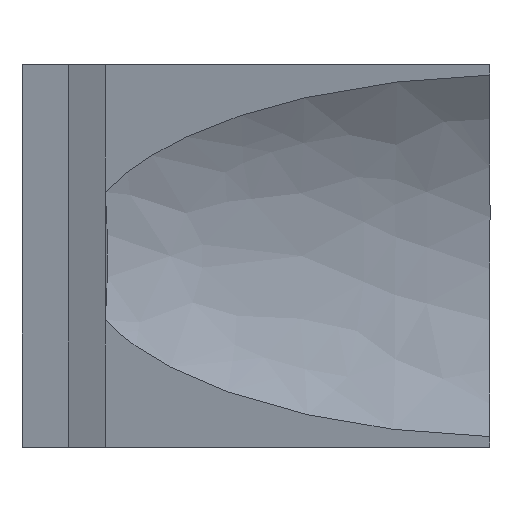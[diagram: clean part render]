
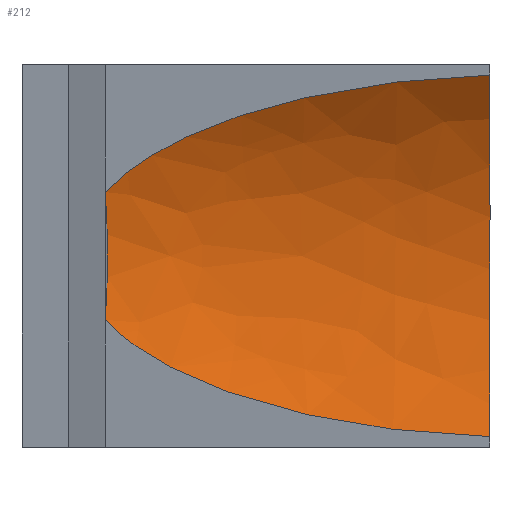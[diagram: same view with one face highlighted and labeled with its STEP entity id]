
A CAD part, top view. The second image highlights one B-rep face of the part: STEP entity #212.
In plain terms, the highlighted free-form (B-spline) face has degree [3, 3] with [5, 4] control points.
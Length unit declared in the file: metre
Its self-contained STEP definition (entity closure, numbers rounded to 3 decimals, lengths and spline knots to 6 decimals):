
#12=CIRCLE('',#237,0.054502);
#13=(
BOUNDED_SURFACE()
B_SPLINE_SURFACE(3,3,((#374,#375,#376,#377),(#378,#379,#380,#381),(#382,
#383,#384,#385),(#386,#387,#388,#389),(#390,#391,#392,#393)),
 .SURF_OF_REVOLUTION.,.F.,.F.,.F.)
B_SPLINE_SURFACE_WITH_KNOTS((4,1,4),(4,4),(4.750516,5.01959,
5.288663),(0.,1.),.UNSPECIFIED.)
GEOMETRIC_REPRESENTATION_ITEM()
RATIONAL_B_SPLINE_SURFACE(((1.,0.873,0.873,1.),
(1.,0.873,0.873,1.),(1.,0.873,0.873,
1.),(1.,0.873,0.873,1.),(1.,0.873,0.873,
1.)))
REPRESENTATION_ITEM('')
SURFACE()
);
#14=B_SPLINE_CURVE_WITH_KNOTS('',3,(#294,#295,#296,#297,#298,#299,#300,
#301,#302),.UNSPECIFIED.,.F.,.F.,(4,1,1,1,1,1,4),(0.,0.021927,
0.043854,0.054818,0.065781,0.076745,
0.087708),.UNSPECIFIED.);
#15=B_SPLINE_CURVE_WITH_KNOTS('',3,(#311,#312,#313,#314,#315,#316,#317,
#318,#319,#320,#321,#322,#323),.UNSPECIFIED.,.F.,.F.,(4,1,1,1,1,1,1,1,1,
1,4),(0.,0.010052,0.020103,0.025129,
0.030155,0.040207,0.045232,0.050258,
0.06031,0.070362,0.080413),.UNSPECIFIED.);
#16=B_SPLINE_CURVE_WITH_KNOTS('',3,(#333,#334,#335,#336,#337,#338,#339,
#340,#341,#342),.UNSPECIFIED.,.F.,.F.,(4,1,1,1,1,1,1,4),(0.,0.011011,
0.016517,0.022023,0.033034,0.044045,
0.066068,0.08809),.UNSPECIFIED.);
#67=ORIENTED_EDGE('',*,*,#78,.F.);
#68=ORIENTED_EDGE('',*,*,#83,.F.);
#69=ORIENTED_EDGE('',*,*,#100,.F.);
#70=ORIENTED_EDGE('',*,*,#74,.F.);
#74=EDGE_CURVE('',#102,#103,#14,.T.);
#78=EDGE_CURVE('',#105,#102,#15,.T.);
#83=EDGE_CURVE('',#109,#105,#16,.T.);
#100=EDGE_CURVE('',#103,#109,#12,.T.);
#102=VERTEX_POINT('',#293);
#103=VERTEX_POINT('',#303);
#105=VERTEX_POINT('',#309);
#109=VERTEX_POINT('',#331);
#177=EDGE_LOOP('',(#67,#68,#69,#70));
#189=FACE_BOUND('',#177,.T.);
#212=ADVANCED_FACE('',(#189),#13,.F.);
#237=AXIS2_PLACEMENT_3D('',#394,#285,#286);
#285=DIRECTION('',(0.966,0.,0.259));
#286=DIRECTION('',(0.259,0.,-0.966));
#293=CARTESIAN_POINT('',(0.,-0.077751,0.024115));
#294=CARTESIAN_POINT('',(0.,-0.077751,0.024115));
#295=CARTESIAN_POINT('',(-0.007133,-0.077544,0.022204));
#296=CARTESIAN_POINT('',(-0.021285,-0.076467,0.018412));
#297=CARTESIAN_POINT('',(-0.038681,-0.073332,0.013751));
#298=CARTESIAN_POINT('',(-0.052338,-0.069419,0.010091));
#299=CARTESIAN_POINT('',(-0.062475,-0.065539,0.007375));
#300=CARTESIAN_POINT('',(-0.072016,-0.060545,0.004819));
#301=CARTESIAN_POINT('',(-0.077839,-0.056045,0.003258));
#302=CARTESIAN_POINT('',(-0.08034,-0.053339,0.002588));
#303=CARTESIAN_POINT('',(-0.080341,-0.053339,0.002588));
#309=CARTESIAN_POINT('',(0.,-0.002249,0.024115));
#311=CARTESIAN_POINT('',(0.,-0.002249,0.024115));
#312=CARTESIAN_POINT('',(0.,-0.004986,0.022102));
#313=CARTESIAN_POINT('',(0.,-0.010701,0.018556));
#314=CARTESIAN_POINT('',(0.,-0.018439,0.015281));
#315=CARTESIAN_POINT('',(0.,-0.024978,0.013401));
#316=CARTESIAN_POINT('',(0.,-0.031556,0.012069));
#317=CARTESIAN_POINT('',(0.,-0.038236,0.011522));
#318=CARTESIAN_POINT('',(0.,-0.045039,0.01179));
#319=CARTESIAN_POINT('',(0.,-0.051719,0.012597));
#320=CARTESIAN_POINT('',(0.,-0.059862,0.014577));
#321=CARTESIAN_POINT('',(0.,-0.069292,0.018544));
#322=CARTESIAN_POINT('',(0.,-0.075013,0.022102));
#323=CARTESIAN_POINT('',(0.,-0.077751,0.024115));
#331=CARTESIAN_POINT('',(-0.080341,-0.026661,0.002588));
#333=CARTESIAN_POINT('',(-0.08034,-0.026661,0.002588));
#334=CARTESIAN_POINT('',(-0.077833,-0.023949,0.00326));
#335=CARTESIAN_POINT('',(-0.073568,-0.02065,0.004403));
#336=CARTESIAN_POINT('',(-0.067375,-0.017029,0.006062));
#337=CARTESIAN_POINT('',(-0.06088,-0.013852,0.007803));
#338=CARTESIAN_POINT('',(-0.052562,-0.01066,0.010031));
#339=CARTESIAN_POINT('',(-0.038919,-0.006716,0.013687));
#340=CARTESIAN_POINT('',(-0.021324,-0.003531,0.018402));
#341=CARTESIAN_POINT('',(-0.00713,-0.002456,0.022205));
#342=CARTESIAN_POINT('',(0.,-0.002249,0.024115));
#374=CARTESIAN_POINT('',(0.00044,-0.078148,0.024519));
#375=CARTESIAN_POINT('',(0.004869,-0.054567,0.007991));
#376=CARTESIAN_POINT('',(0.004869,-0.025433,0.007991));
#377=CARTESIAN_POINT('',(0.00044,-0.001852,0.024519));
#378=CARTESIAN_POINT('',(-0.013905,-0.078017,0.020861));
#379=CARTESIAN_POINT('',(-0.009491,-0.054518,0.004389));
#380=CARTESIAN_POINT('',(-0.009491,-0.025482,0.004389));
#381=CARTESIAN_POINT('',(-0.013905,-0.001983,0.020861));
#382=CARTESIAN_POINT('',(-0.042777,-0.07683,0.014818));
#383=CARTESIAN_POINT('',(-0.038501,-0.054064,-0.001139));
#384=CARTESIAN_POINT('',(-0.038501,-0.025936,-0.001139));
#385=CARTESIAN_POINT('',(-0.042777,-0.00317,0.014818));
#386=CARTESIAN_POINT('',(-0.069937,-0.073876,0.011755));
#387=CARTESIAN_POINT('',(-0.066004,-0.052936,-0.002922));
#388=CARTESIAN_POINT('',(-0.066004,-0.027064,-0.002922));
#389=CARTESIAN_POINT('',(-0.069937,-0.006124,0.011755));
#390=CARTESIAN_POINT('',(-0.082601,-0.07201,0.011024));
#391=CARTESIAN_POINT('',(-0.078884,-0.052224,-0.002845));
#392=CARTESIAN_POINT('',(-0.078884,-0.027776,-0.002845));
#393=CARTESIAN_POINT('',(-0.082601,-0.00799,0.011024));
#394=CARTESIAN_POINT('',(-0.094018,-0.04,0.053633));
